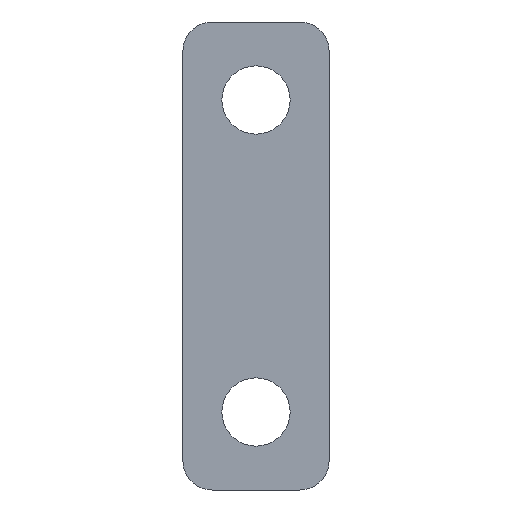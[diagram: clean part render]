
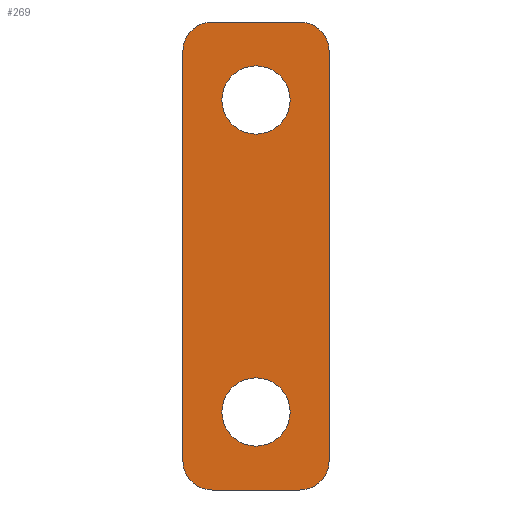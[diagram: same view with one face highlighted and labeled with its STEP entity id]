
A CAD part, front view. The second image highlights one B-rep face of the part: STEP entity #269.
In plain terms, the highlighted planar face has unit normal (0, -1, 0).
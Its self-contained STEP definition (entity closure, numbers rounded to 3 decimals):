
#2 = CIRCLE ( 'NONE', #279, 3.5 ) ;
#14 = DIRECTION ( 'NONE',  ( 0., 0., -1. ) ) ;
#22 = CIRCLE ( 'NONE', #207, 3.5 ) ;
#25 = ORIENTED_EDGE ( 'NONE', *, *, #479, .F. ) ;
#33 = ORIENTED_EDGE ( 'NONE', *, *, #184, .F. ) ;
#36 = PLANE ( 'NONE',  #106 ) ;
#41 = CIRCLE ( 'NONE', #206, 3.5 ) ;
#45 = DIRECTION ( 'NONE',  ( 0., 1., 0. ) ) ;
#51 = DIRECTION ( 'NONE',  ( 0., 0., -1. ) ) ;
#58 = AXIS2_PLACEMENT_3D ( 'NONE', #83, #231, #51 ) ;
#60 = EDGE_CURVE ( 'NONE', #76, #172, #402, .T. ) ;
#68 = DIRECTION ( 'NONE',  ( 0., 0., -1. ) ) ;
#74 = VERTEX_POINT ( 'NONE', #171 ) ;
#76 = VERTEX_POINT ( 'NONE', #469 ) ;
#78 = AXIS2_PLACEMENT_3D ( 'NONE', #179, #336, #489 ) ;
#83 = CARTESIAN_POINT ( 'NONE',  ( 3., 0., 0. ) ) ;
#91 = LINE ( 'NONE', #168, #116 ) ;
#92 = EDGE_CURVE ( 'NONE', #216, #272, #41, .T. ) ;
#96 = CIRCLE ( 'NONE', #190, 3. ) ;
#102 = ORIENTED_EDGE ( 'NONE', *, *, #374, .T. ) ;
#106 = AXIS2_PLACEMENT_3D ( 'NONE', #144, #245, #215 ) ;
#108 = CARTESIAN_POINT ( 'NONE',  ( 15., 0., 0. ) ) ;
#114 = EDGE_CURVE ( 'NONE', #172, #195, #91, .T. ) ;
#116 = VECTOR ( 'NONE', #359, 1000. ) ;
#136 = DIRECTION ( 'NONE',  ( 1., 0., 0. ) ) ;
#140 = DIRECTION ( 'NONE',  ( 0., 0., 1. ) ) ;
#141 = EDGE_LOOP ( 'NONE', ( #379, #427 ) ) ;
#144 = CARTESIAN_POINT ( 'NONE',  ( 3., 0., 0. ) ) ;
#146 = EDGE_CURVE ( 'NONE', #195, #436, #96, .T. ) ;
#149 = VECTOR ( 'NONE', #136, 1000. ) ;
#157 = CARTESIAN_POINT ( 'NONE',  ( 3., 0., 3. ) ) ;
#164 = DIRECTION ( 'NONE',  ( 0., 0., -1. ) ) ;
#168 = CARTESIAN_POINT ( 'NONE',  ( 3., 0., -45. ) ) ;
#171 = CARTESIAN_POINT ( 'NONE',  ( 0., 0., 0. ) ) ;
#172 = VERTEX_POINT ( 'NONE', #355 ) ;
#179 = CARTESIAN_POINT ( 'NONE',  ( 12., 0., 0. ) ) ;
#182 = CARTESIAN_POINT ( 'NONE',  ( 12., 0., 3. ) ) ;
#184 = EDGE_CURVE ( 'NONE', #414, #383, #324, .T. ) ;
#190 = AXIS2_PLACEMENT_3D ( 'NONE', #238, #314, #164 ) ;
#192 = CARTESIAN_POINT ( 'NONE',  ( 7.5, 0., -37. ) ) ;
#195 = VERTEX_POINT ( 'NONE', #404 ) ;
#201 = CIRCLE ( 'NONE', #78, 3. ) ;
#205 = DIRECTION ( 'NONE',  ( 0., 1., 0. ) ) ;
#206 = AXIS2_PLACEMENT_3D ( 'NONE', #392, #205, #317 ) ;
#207 = AXIS2_PLACEMENT_3D ( 'NONE', #460, #388, #267 ) ;
#210 = CARTESIAN_POINT ( 'NONE',  ( 7.5, 0., -8.5 ) ) ;
#215 = DIRECTION ( 'NONE',  ( 0., 0., -1. ) ) ;
#216 = VERTEX_POINT ( 'NONE', #210 ) ;
#218 = ORIENTED_EDGE ( 'NONE', *, *, #244, .F. ) ;
#223 = AXIS2_PLACEMENT_3D ( 'NONE', #430, #234, #14 ) ;
#231 = DIRECTION ( 'NONE',  ( 0., 1., 0. ) ) ;
#234 = DIRECTION ( 'NONE',  ( 0., 1., 0. ) ) ;
#238 = CARTESIAN_POINT ( 'NONE',  ( 3., 0., -42. ) ) ;
#244 = EDGE_CURVE ( 'NONE', #416, #76, #441, .T. ) ;
#245 = DIRECTION ( 'NONE',  ( 0., -1., 0. ) ) ;
#250 = FACE_BOUND ( 'NONE', #305, .T. ) ;
#251 = VERTEX_POINT ( 'NONE', #367 ) ;
#252 = EDGE_CURVE ( 'NONE', #436, #74, #290, .T. ) ;
#257 = CARTESIAN_POINT ( 'NONE',  ( 7.5, 0., -1.5 ) ) ;
#259 = DIRECTION ( 'NONE',  ( 0., 1., 0. ) ) ;
#260 = ORIENTED_EDGE ( 'NONE', *, *, #60, .F. ) ;
#264 = CARTESIAN_POINT ( 'NONE',  ( 0., 0., -42. ) ) ;
#267 = DIRECTION ( 'NONE',  ( 0., 0., 1. ) ) ;
#269 = ADVANCED_FACE ( 'NONE', ( #250, #376, #372 ), #36, .T. ) ;
#271 = DIRECTION ( 'NONE',  ( 0., 0., 1. ) ) ;
#272 = VERTEX_POINT ( 'NONE', #257 ) ;
#279 = AXIS2_PLACEMENT_3D ( 'NONE', #346, #259, #452 ) ;
#290 = LINE ( 'NONE', #485, #340 ) ;
#305 = EDGE_LOOP ( 'NONE', ( #102, #432 ) ) ;
#312 = AXIS2_PLACEMENT_3D ( 'NONE', #192, #45, #271 ) ;
#314 = DIRECTION ( 'NONE',  ( 0., 1., 0. ) ) ;
#317 = DIRECTION ( 'NONE',  ( 0., 0., 1. ) ) ;
#318 = EDGE_CURVE ( 'NONE', #383, #416, #201, .T. ) ;
#324 = LINE ( 'NONE', #182, #149 ) ;
#335 = ORIENTED_EDGE ( 'NONE', *, *, #318, .F. ) ;
#336 = DIRECTION ( 'NONE',  ( 0., 1., 0. ) ) ;
#340 = VECTOR ( 'NONE', #140, 1000. ) ;
#346 = CARTESIAN_POINT ( 'NONE',  ( 7.5, 0., -5. ) ) ;
#347 = ORIENTED_EDGE ( 'NONE', *, *, #114, .F. ) ;
#353 = EDGE_CURVE ( 'NONE', #251, #387, #403, .T. ) ;
#355 = CARTESIAN_POINT ( 'NONE',  ( 12., 0., -45. ) ) ;
#359 = DIRECTION ( 'NONE',  ( -1., 0., 0. ) ) ;
#365 = EDGE_LOOP ( 'NONE', ( #25, #405, #445, #347, #260, #218, #335, #33 ) ) ;
#366 = EDGE_CURVE ( 'NONE', #272, #216, #2, .T. ) ;
#367 = CARTESIAN_POINT ( 'NONE',  ( 7.5, 0., -33.5 ) ) ;
#372 = FACE_BOUND ( 'NONE', #141, .T. ) ;
#374 = EDGE_CURVE ( 'NONE', #387, #251, #22, .T. ) ;
#376 = FACE_OUTER_BOUND ( 'NONE', #365, .T. ) ;
#379 = ORIENTED_EDGE ( 'NONE', *, *, #92, .T. ) ;
#383 = VERTEX_POINT ( 'NONE', #457 ) ;
#387 = VERTEX_POINT ( 'NONE', #417 ) ;
#388 = DIRECTION ( 'NONE',  ( 0., 1., 0. ) ) ;
#389 = VECTOR ( 'NONE', #68, 1000. ) ;
#392 = CARTESIAN_POINT ( 'NONE',  ( 7.5, 0., -5. ) ) ;
#402 = CIRCLE ( 'NONE', #223, 3. ) ;
#403 = CIRCLE ( 'NONE', #312, 3.5 ) ;
#404 = CARTESIAN_POINT ( 'NONE',  ( 3., 0., -45. ) ) ;
#405 = ORIENTED_EDGE ( 'NONE', *, *, #252, .F. ) ;
#414 = VERTEX_POINT ( 'NONE', #157 ) ;
#416 = VERTEX_POINT ( 'NONE', #108 ) ;
#417 = CARTESIAN_POINT ( 'NONE',  ( 7.5, 0., -40.5 ) ) ;
#427 = ORIENTED_EDGE ( 'NONE', *, *, #366, .T. ) ;
#430 = CARTESIAN_POINT ( 'NONE',  ( 12., 0., -42. ) ) ;
#432 = ORIENTED_EDGE ( 'NONE', *, *, #353, .T. ) ;
#436 = VERTEX_POINT ( 'NONE', #264 ) ;
#441 = LINE ( 'NONE', #487, #389 ) ;
#445 = ORIENTED_EDGE ( 'NONE', *, *, #146, .F. ) ;
#452 = DIRECTION ( 'NONE',  ( 0., 0., 1. ) ) ;
#457 = CARTESIAN_POINT ( 'NONE',  ( 12., 0., 3. ) ) ;
#460 = CARTESIAN_POINT ( 'NONE',  ( 7.5, 0., -37. ) ) ;
#469 = CARTESIAN_POINT ( 'NONE',  ( 15., 0., -42. ) ) ;
#479 = EDGE_CURVE ( 'NONE', #74, #414, #482, .T. ) ;
#482 = CIRCLE ( 'NONE', #58, 3. ) ;
#485 = CARTESIAN_POINT ( 'NONE',  ( 0., 0., 0. ) ) ;
#487 = CARTESIAN_POINT ( 'NONE',  ( 15., 0., -42. ) ) ;
#489 = DIRECTION ( 'NONE',  ( 0., 0., -1. ) ) ;
